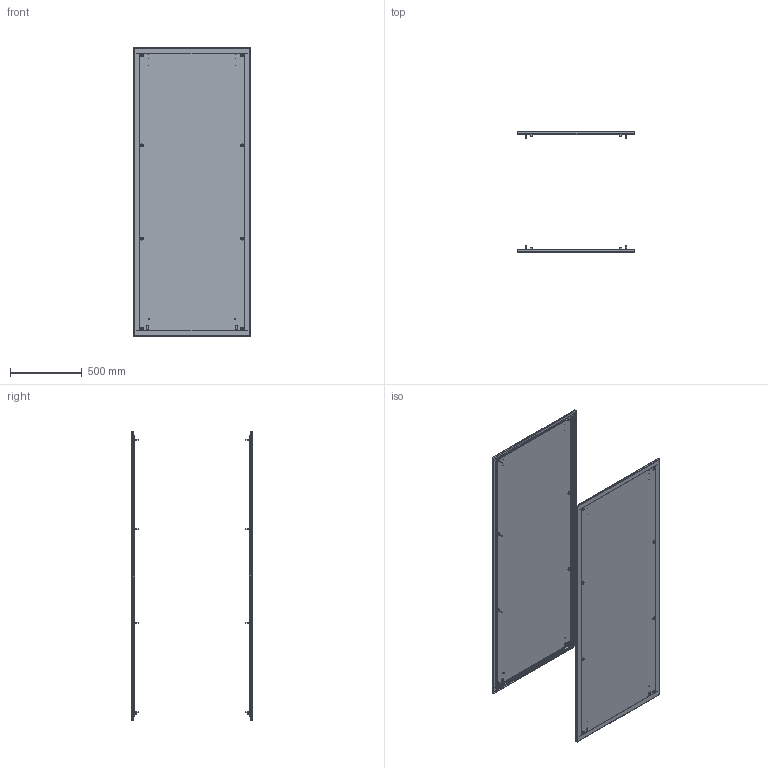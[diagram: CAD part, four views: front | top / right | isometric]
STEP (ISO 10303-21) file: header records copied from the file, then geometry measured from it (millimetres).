
FILE_DESCRIPTION (( 'STEP AP214' ), '1' );
FILE_NAME ('PS800WP Ïàíåëè áîêîâûå_èçâ0081_02.20.step', '2020-11-05T18:44:07', ( '' ), ( '' ), 'SwSTEP 2.0', 'SolidWorks 2019', '' );
FILE_SCHEMA (( 'AUTOMOTIVE_DESIGN' ));
Length unit declared in the file: millimetre
Products named in the file (46): Âèíò Ì6 DIN 7985; Óïëîòíèòåëü ïîëèóðåòàíîâûé ïàíåëè áîêîâîé Ã_800; AVT008.04.00.01 Ïàíåëü áîêîâàÿ_èçâ0081_02.20; AVT008.04.00.00 Ïàíåëü áîêîâàÿ_èçâ0081_02.20_01; Øïèëüêà 6õ12; AVT001.04.00.03 Óãîëîê_èçì0023_01.19; AVT008.04.00.01 Ïàíåëü áîêîâàÿ_èçâ0081_02.20_00; PS800WP Ïàíåëè áîêîâûå_èçâ0081_02.20; AVT008.04.00.02 Óãîëîê_èçì0023_01.19_00; AVT001.04.00.05 Íàïðàâëÿþùàÿ_èçì0023_01.19; AVT008.04.00.02 Óãîëîê_èçì0023_01.19; Óïëîòíèòåëü ïîëèóðåòàíîâûé ïàíåëè áîêîâîé Ã_800_00; Âèíò Ì6 DIN 7985_6å40; AVT001.04.00.03 Óãîëîê_èçì0023_01.19_00; AVT001.04.00.05 Íàïðàâëÿþùàÿ_èçì0023_01.19_00
Assembly tree (38 placements, depth 3):
  Âèíò Ì6 DIN 7985
  Óïëîòíèòåëü ïîëèóðåòàíîâûé ïàíåëè áîêîâîé Ã_800
  AVT008.04.00.01 Ïàíåëü áîêîâàÿ_èçâ0081_02.20
  Øïèëüêà 6õ12
  AVT001.04.00.03 Óãîëîê_èçì0023_01.19
Bounding box: 810 x 839.08 x 2007 mm (x, y, z)
Volume: 5840339.9 mm3; surface area: 7681738.8 mm2
Topology: 36 solids, 36 shells, 1026 faces, 2308 edges, 1432 vertices
Faces by surface type: plane 562, cylinder 232, torus 144, cone 48, sphere 32, bspline 8
Entity records: 9237 total; most frequent: DIRECTION 1632, CARTESIAN_POINT 1530, ORIENTED_EDGE 1250, AXIS2_PLACEMENT_3D 681, EDGE_CURVE 625, VERTEX_POINT 380, CIRCLE 348, EDGE_LOOP 341
